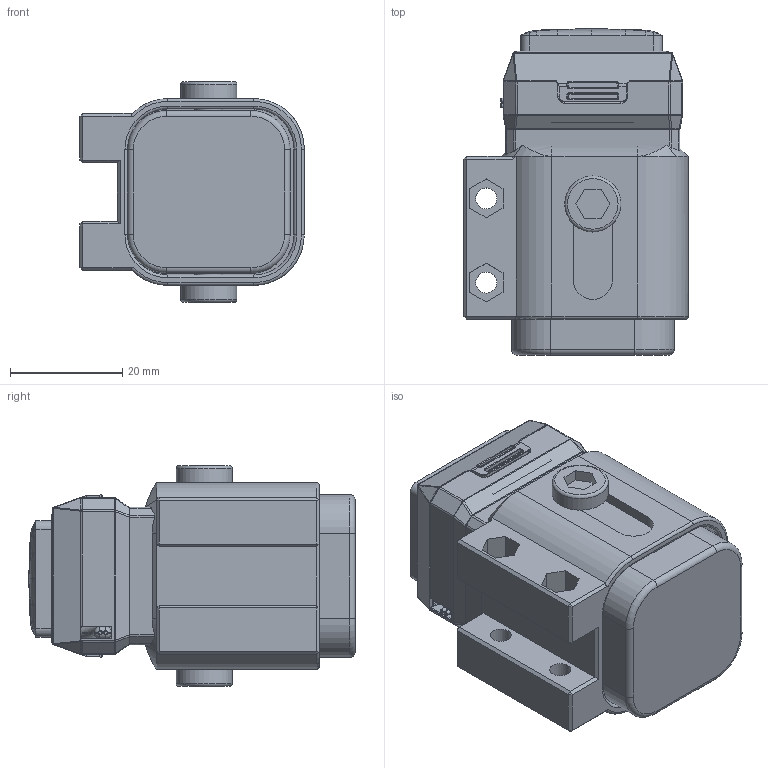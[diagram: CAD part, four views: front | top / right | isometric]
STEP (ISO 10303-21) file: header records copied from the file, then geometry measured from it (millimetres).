
FILE_DESCRIPTION(/* description */ (''),/* implementation_level */ '2;1');
FILE_NAME(/* name */ 'evetac-assembly.step',/* time_stamp */ '2023-09-30T11:27:58+02:00',/* author */ (''),/* organization */ (''),/* preprocessor_version */ 'ST-DEVELOPER v20',/* originating_system */ 'Autodesk Translation Framework v12.14.0.127',/* authorisation */ '');
FILE_SCHEMA (('AUTOMOTIVE_DESIGN { 1 0 10303 214 3 1 1 }'));
Length unit declared in the file: millimetre
Products named in the file (12): evetac-assembly; evetac-center; evetac-LED; Komponente11; evetac-gelsight-snapfitholder; evetac-gelsight-glas-gel; Komponente14; Komponente15; DVXplorer-mini; Komponente17; screw 1; screw 2
Assembly tree (11 placements, depth 3):
  evetac-assembly
    evetac-center
    evetac-LED
      Komponente11
    evetac-gelsight-snapfitholder
    evetac-gelsight-glas-gel
      Komponente14
      Komponente15
    DVXplorer-mini
      Komponente17
    screw 1
    screw 2
Bounding box: 40 x 58.15 x 39.3 mm (x, y, z)
Volume: 51772.2 mm3; surface area: 25556.6 mm2
Topology: 9 solids, 10 shells, 1033 faces, 2498 edges, 1461 vertices
Faces by surface type: cylinder 376, plane 332, bspline 220, torus 53, sphere 42, cone 10
Full cylindrical faces by diameter (mm): 0.75 x2, 1.45 x2, 2 x2, 2.5 x2, 3.74 x4, 5 x2, 5.1 x1, 6 x2, 10 x2, 12 x1, 15 x1, 17.989 x1
Entity records: 40658 total; most frequent: CARTESIAN_POINT 17391, ORIENTED_EDGE 4916, DIRECTION 4628, EDGE_CURVE 2460, AXIS2_PLACEMENT_3D 1718, VERTEX_POINT 1457, LINE 1192, VECTOR 1192
